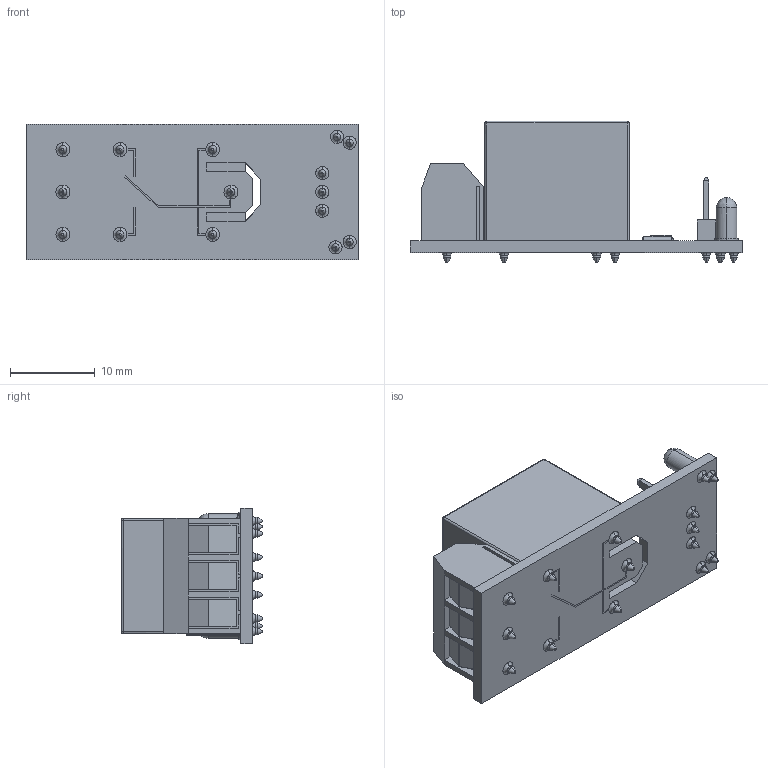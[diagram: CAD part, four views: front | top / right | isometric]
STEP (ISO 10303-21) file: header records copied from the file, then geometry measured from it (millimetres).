
FILE_DESCRIPTION(('FreeCAD Model'),'2;1');
FILE_NAME('Open CASCADE Shape Model','2025-05-02T15:52:50',('FreeCAD'),( 'FreeCAD'),'Open CASCADE STEP processor 7.6','FreeCAD','Unknown');
FILE_SCHEMA(('AUTOMOTIVE_DESIGN { 1 0 10303 214 1 1 1 1 }'));
Products named in the file (1): Open CASCADE STEP translator 7.6 1
Bounding box: 39.11 x 16.69 x 15.92 mm (x, y, z)
Volume: 4830.7 mm3; surface area: 3219.3 mm2
Topology: 1 solids, 1 shells, 1970 faces, 5244 edges, 3433 vertices
Faces by surface type: bspline 1970
Entity records: 83384 total; most frequent: CARTESIAN_POINT 51504, ORIENTED_EDGE 10460, EDGE_CURVE 5230, B_SPLINE_CURVE_WITH_KNOTS 4752, VERTEX_POINT 3433, FACE_BOUND 2159, EDGE_LOOP 2159, ADVANCED_FACE 1970
